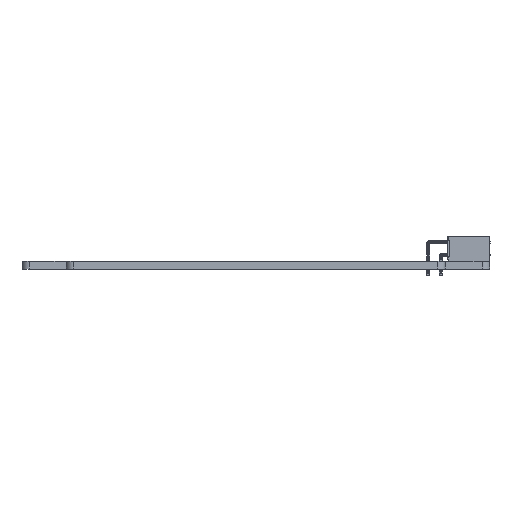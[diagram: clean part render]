
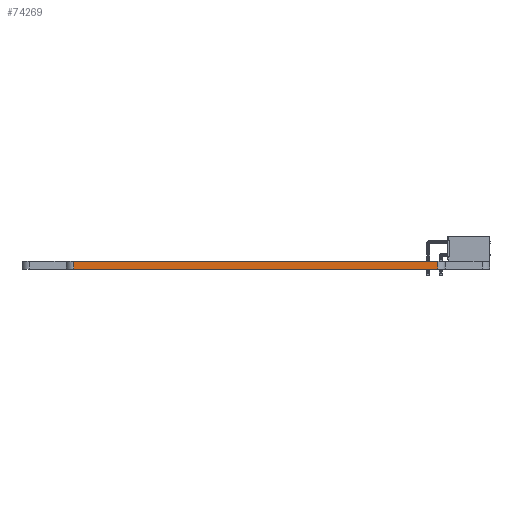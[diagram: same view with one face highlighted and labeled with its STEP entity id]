
A CAD part, left-side view. The second image highlights one B-rep face of the part: STEP entity #74269.
In plain terms, the highlighted planar face has unit normal (-1, 0, 0).
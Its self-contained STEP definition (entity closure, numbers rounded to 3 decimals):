
#68700 = PLANE('',#68701);
#68701 = AXIS2_PLACEMENT_3D('',#68702,#68703,#68704);
#68702 = CARTESIAN_POINT('',(148.93,-105.004,1.6));
#68703 = DIRECTION('',(0.,0.,1.));
#68704 = DIRECTION('',(1.,0.,-0.));
#68755 = PLANE('',#68756);
#68756 = AXIS2_PLACEMENT_3D('',#68757,#68758,#68759);
#68757 = CARTESIAN_POINT('',(148.93,-105.004,0.));
#68758 = DIRECTION('',(0.,0.,1.));
#68759 = DIRECTION('',(1.,0.,-0.));
#69119 = VERTEX_POINT('',#69120);
#69120 = CARTESIAN_POINT('',(71.001,-68.004,0.));
#69135 = CYLINDRICAL_SURFACE('',#69136,1.5);
#69136 = AXIS2_PLACEMENT_3D('',#69137,#69138,#69139);
#69137 = CARTESIAN_POINT('',(72.501,-68.004,0.));
#69138 = DIRECTION('',(-0.,-0.,-1.));
#69139 = DIRECTION('',(1.,0.,-0.));
#69147 = EDGE_CURVE('',#69148,#69119,#69150,.T.);
#69148 = VERTEX_POINT('',#69149);
#69149 = CARTESIAN_POINT('',(71.001,-142.004,0.));
#69150 = SURFACE_CURVE('',#69151,(#69155,#69162),.PCURVE_S1.);
#69151 = LINE('',#69152,#69153);
#69152 = CARTESIAN_POINT('',(71.001,-142.004,0.));
#69153 = VECTOR('',#69154,1.);
#69154 = DIRECTION('',(0.,1.,0.));
#69155 = PCURVE('',#68755,#69156);
#69156 = DEFINITIONAL_REPRESENTATION('',(#69157),#69161);
#69157 = LINE('',#69158,#69159);
#69158 = CARTESIAN_POINT('',(-77.929,-37.));
#69159 = VECTOR('',#69160,1.);
#69160 = DIRECTION('',(0.,1.));
#69161 = ( GEOMETRIC_REPRESENTATION_CONTEXT(2) 
PARAMETRIC_REPRESENTATION_CONTEXT() REPRESENTATION_CONTEXT('2D SPACE',''
  ) );
#69162 = PCURVE('',#69163,#69168);
#69163 = PLANE('',#69164);
#69164 = AXIS2_PLACEMENT_3D('',#69165,#69166,#69167);
#69165 = CARTESIAN_POINT('',(71.001,-142.004,0.));
#69166 = DIRECTION('',(-1.,0.,0.));
#69167 = DIRECTION('',(0.,1.,0.));
#69168 = DEFINITIONAL_REPRESENTATION('',(#69169),#69173);
#69169 = LINE('',#69170,#69171);
#69170 = CARTESIAN_POINT('',(0.,0.));
#69171 = VECTOR('',#69172,1.);
#69172 = DIRECTION('',(1.,0.));
#69173 = ( GEOMETRIC_REPRESENTATION_CONTEXT(2) 
PARAMETRIC_REPRESENTATION_CONTEXT() REPRESENTATION_CONTEXT('2D SPACE',''
  ) );
#69192 = CYLINDRICAL_SURFACE('',#69193,1.5);
#69193 = AXIS2_PLACEMENT_3D('',#69194,#69195,#69196);
#69194 = CARTESIAN_POINT('',(72.501,-142.004,0.));
#69195 = DIRECTION('',(-0.,-0.,-1.));
#69196 = DIRECTION('',(1.,0.,-0.));
#71938 = VERTEX_POINT('',#71939);
#71939 = CARTESIAN_POINT('',(71.001,-68.004,1.6));
#71961 = EDGE_CURVE('',#71962,#71938,#71964,.T.);
#71962 = VERTEX_POINT('',#71963);
#71963 = CARTESIAN_POINT('',(71.001,-142.004,1.6));
#71964 = SURFACE_CURVE('',#71965,(#71969,#71976),.PCURVE_S1.);
#71965 = LINE('',#71966,#71967);
#71966 = CARTESIAN_POINT('',(71.001,-142.004,1.6));
#71967 = VECTOR('',#71968,1.);
#71968 = DIRECTION('',(0.,1.,0.));
#71969 = PCURVE('',#68700,#71970);
#71970 = DEFINITIONAL_REPRESENTATION('',(#71971),#71975);
#71971 = LINE('',#71972,#71973);
#71972 = CARTESIAN_POINT('',(-77.929,-37.));
#71973 = VECTOR('',#71974,1.);
#71974 = DIRECTION('',(0.,1.));
#71975 = ( GEOMETRIC_REPRESENTATION_CONTEXT(2) 
PARAMETRIC_REPRESENTATION_CONTEXT() REPRESENTATION_CONTEXT('2D SPACE',''
  ) );
#71976 = PCURVE('',#69163,#71977);
#71977 = DEFINITIONAL_REPRESENTATION('',(#71978),#71982);
#71978 = LINE('',#71979,#71980);
#71979 = CARTESIAN_POINT('',(0.,-1.6));
#71980 = VECTOR('',#71981,1.);
#71981 = DIRECTION('',(1.,0.));
#71982 = ( GEOMETRIC_REPRESENTATION_CONTEXT(2) 
PARAMETRIC_REPRESENTATION_CONTEXT() REPRESENTATION_CONTEXT('2D SPACE',''
  ) );
#74219 = EDGE_CURVE('',#69148,#71962,#74220,.T.);
#74220 = SURFACE_CURVE('',#74221,(#74225,#74232),.PCURVE_S1.);
#74221 = LINE('',#74222,#74223);
#74222 = CARTESIAN_POINT('',(71.001,-142.004,0.));
#74223 = VECTOR('',#74224,1.);
#74224 = DIRECTION('',(0.,0.,1.));
#74225 = PCURVE('',#69192,#74226);
#74226 = DEFINITIONAL_REPRESENTATION('',(#74227),#74231);
#74227 = LINE('',#74228,#74229);
#74228 = CARTESIAN_POINT('',(-3.142,0.));
#74229 = VECTOR('',#74230,1.);
#74230 = DIRECTION('',(-0.,-1.));
#74231 = ( GEOMETRIC_REPRESENTATION_CONTEXT(2) 
PARAMETRIC_REPRESENTATION_CONTEXT() REPRESENTATION_CONTEXT('2D SPACE',''
  ) );
#74232 = PCURVE('',#69163,#74233);
#74233 = DEFINITIONAL_REPRESENTATION('',(#74234),#74238);
#74234 = LINE('',#74235,#74236);
#74235 = CARTESIAN_POINT('',(0.,0.));
#74236 = VECTOR('',#74237,1.);
#74237 = DIRECTION('',(0.,-1.));
#74238 = ( GEOMETRIC_REPRESENTATION_CONTEXT(2) 
PARAMETRIC_REPRESENTATION_CONTEXT() REPRESENTATION_CONTEXT('2D SPACE',''
  ) );
#74269 = ADVANCED_FACE('',(#74270),#69163,.T.);
#74270 = FACE_BOUND('',#74271,.T.);
#74271 = EDGE_LOOP('',(#74272,#74273,#74274,#74295));
#74272 = ORIENTED_EDGE('',*,*,#74219,.T.);
#74273 = ORIENTED_EDGE('',*,*,#71961,.T.);
#74274 = ORIENTED_EDGE('',*,*,#74275,.F.);
#74275 = EDGE_CURVE('',#69119,#71938,#74276,.T.);
#74276 = SURFACE_CURVE('',#74277,(#74281,#74288),.PCURVE_S1.);
#74277 = LINE('',#74278,#74279);
#74278 = CARTESIAN_POINT('',(71.001,-68.004,0.));
#74279 = VECTOR('',#74280,1.);
#74280 = DIRECTION('',(0.,0.,1.));
#74281 = PCURVE('',#69163,#74282);
#74282 = DEFINITIONAL_REPRESENTATION('',(#74283),#74287);
#74283 = LINE('',#74284,#74285);
#74284 = CARTESIAN_POINT('',(74.,0.));
#74285 = VECTOR('',#74286,1.);
#74286 = DIRECTION('',(0.,-1.));
#74287 = ( GEOMETRIC_REPRESENTATION_CONTEXT(2) 
PARAMETRIC_REPRESENTATION_CONTEXT() REPRESENTATION_CONTEXT('2D SPACE',''
  ) );
#74288 = PCURVE('',#69135,#74289);
#74289 = DEFINITIONAL_REPRESENTATION('',(#74290),#74294);
#74290 = LINE('',#74291,#74292);
#74291 = CARTESIAN_POINT('',(-3.142,0.));
#74292 = VECTOR('',#74293,1.);
#74293 = DIRECTION('',(-0.,-1.));
#74294 = ( GEOMETRIC_REPRESENTATION_CONTEXT(2) 
PARAMETRIC_REPRESENTATION_CONTEXT() REPRESENTATION_CONTEXT('2D SPACE',''
  ) );
#74295 = ORIENTED_EDGE('',*,*,#69147,.F.);
